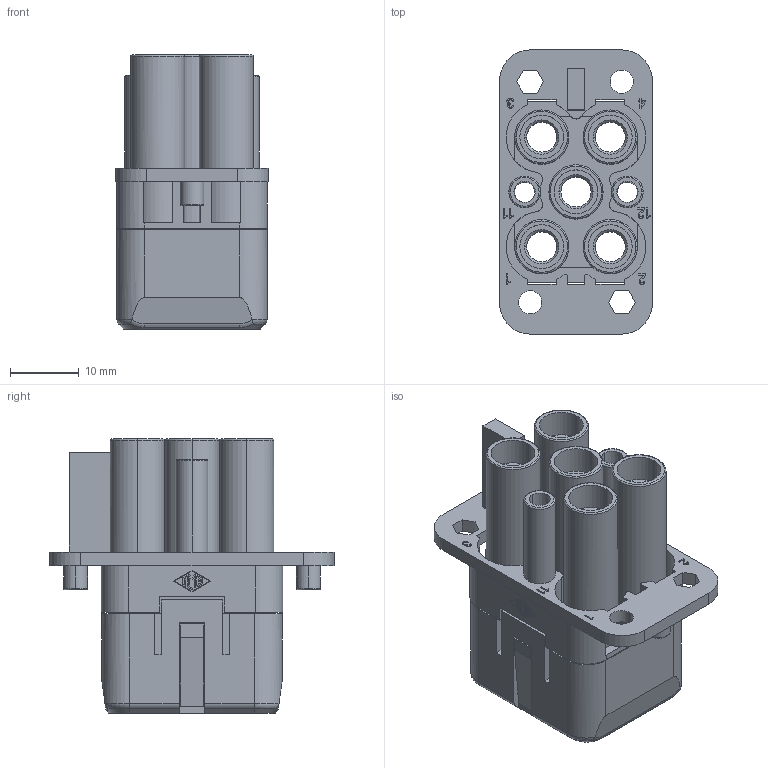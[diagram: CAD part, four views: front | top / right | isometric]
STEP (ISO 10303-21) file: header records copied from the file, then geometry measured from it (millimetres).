
FILE_DESCRIPTION(('OneSpaceDesigner STEP Export'),'2;1');
FILE_NAME('CQF_04-2.stp','2008-02-18T 9:47:36',(''),(''),'OneSpace Designer STEP processor for AP214 (Solid Model)','OneSpace Modeling 15.50B 03-Nov-2007 (C) CoCreate Software GmbH','');
FILE_SCHEMA(('AUTOMOTIVE_DESIGN { 1 0 10303 214 1 1 1 1 }'));
Length unit declared in the file: millimetre
Products named in the file (2): CQF_04-2
Assembly tree (1 placements, depth 2):
  CQF_04-2
    CQF_04-2
Bounding box: 22.3 x 41.5 x 40 mm (x, y, z)
Volume: 12890.9 mm3; surface area: 12261.2 mm2
Topology: 1 solids, 1 shells, 843 faces, 2345 edges, 1542 vertices
Faces by surface type: plane 662, cylinder 125, cone 28, torus 22, bspline 6
Entity records: 29204 total; most frequent: CARTESIAN_POINT 5740, ORIENTED_EDGE 4690, DIRECTION 3941, EDGE_CURVE 2345, VECTOR 1961, LINE 1961, VERTEX_POINT 1542, AXIS2_PLACEMENT_3D 990
